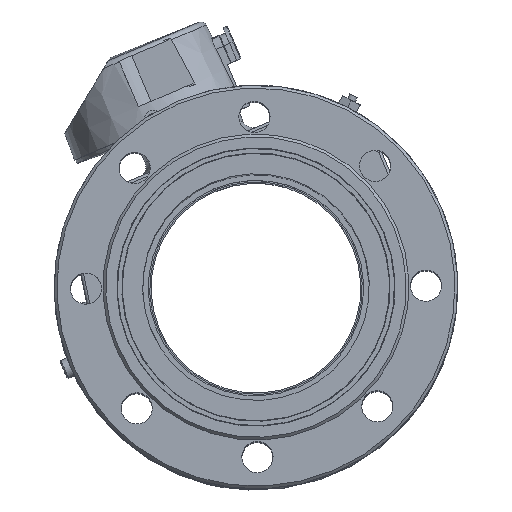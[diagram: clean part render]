
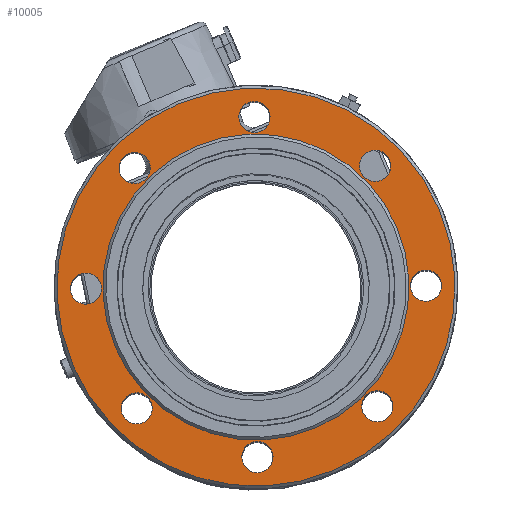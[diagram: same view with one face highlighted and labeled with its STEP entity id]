
A CAD part, top view. The second image highlights one B-rep face of the part: STEP entity #10005.
In plain terms, the highlighted face is planar.
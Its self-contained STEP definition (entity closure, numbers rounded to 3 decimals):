
#10005=ADVANCED_FACE('',(#12958,#12960,#12962,#12964,#12966,#12968,#12970,#12972,
#12974,#12976),#12978,.F.);
#12958=FACE_BOUND('',#12959,.T.);
#12959=EDGE_LOOP('',(#15402,#15403));
#12960=FACE_BOUND('',#12961,.T.);
#12961=EDGE_LOOP('',(#15404,#15405));
#12962=FACE_BOUND('',#12963,.T.);
#12963=EDGE_LOOP('',(#15406,#15407));
#12964=FACE_BOUND('',#12965,.T.);
#12965=EDGE_LOOP('',(#15408,#15409));
#12966=FACE_BOUND('',#12967,.T.);
#12967=EDGE_LOOP('',(#15410,#15411));
#12968=FACE_BOUND('',#12969,.T.);
#12969=EDGE_LOOP('',(#15412,#15413));
#12970=FACE_BOUND('',#12971,.T.);
#12971=EDGE_LOOP('',(#15414,#15415));
#12972=FACE_BOUND('',#12973,.T.);
#12973=EDGE_LOOP('',(#15416,#15417));
#12974=FACE_BOUND('',#12975,.T.);
#12975=EDGE_LOOP('',(#15418,#15419));
#12976=FACE_OUTER_BOUND('',#12977,.T.);
#12977=EDGE_LOOP('',(#15420,#15421));
#12978=PLANE('',#12979);
#12979=AXIS2_PLACEMENT_3D('',#12980,#12981,#12982);
#12980=CARTESIAN_POINT('',(11.,0.,0.));
#12981=DIRECTION('',(1.,0.,0.));
#12982=DIRECTION('',(0.,0.,-1.));
#15402=ORIENTED_EDGE('',*,*,#16666,.F.);
#15403=ORIENTED_EDGE('',*,*,#16667,.F.);
#15404=ORIENTED_EDGE('',*,*,#16668,.F.);
#15405=ORIENTED_EDGE('',*,*,#16669,.F.);
#15406=ORIENTED_EDGE('',*,*,#16670,.F.);
#15407=ORIENTED_EDGE('',*,*,#16671,.F.);
#15408=ORIENTED_EDGE('',*,*,#16672,.F.);
#15409=ORIENTED_EDGE('',*,*,#16673,.F.);
#15410=ORIENTED_EDGE('',*,*,#16674,.F.);
#15411=ORIENTED_EDGE('',*,*,#16675,.F.);
#15412=ORIENTED_EDGE('',*,*,#16676,.F.);
#15413=ORIENTED_EDGE('',*,*,#16677,.F.);
#15414=ORIENTED_EDGE('',*,*,#16678,.F.);
#15415=ORIENTED_EDGE('',*,*,#16679,.F.);
#15416=ORIENTED_EDGE('',*,*,#16680,.F.);
#15417=ORIENTED_EDGE('',*,*,#16681,.F.);
#15418=ORIENTED_EDGE('',*,*,#16597,.F.);
#15419=ORIENTED_EDGE('',*,*,#16598,.F.);
#15420=ORIENTED_EDGE('',*,*,#16682,.F.);
#15421=ORIENTED_EDGE('',*,*,#16683,.F.);
#16597=EDGE_CURVE('',#18082,#18084,#18085,.T.);
#16598=EDGE_CURVE('',#18084,#18082,#18086,.T.);
#16666=EDGE_CURVE('',#18199,#18200,#18201,.T.);
#16667=EDGE_CURVE('',#18200,#18199,#18202,.T.);
#16668=EDGE_CURVE('',#18203,#18204,#18205,.T.);
#16669=EDGE_CURVE('',#18204,#18203,#18206,.T.);
#16670=EDGE_CURVE('',#18207,#18208,#18209,.T.);
#16671=EDGE_CURVE('',#18208,#18207,#18210,.T.);
#16672=EDGE_CURVE('',#18211,#18212,#18213,.T.);
#16673=EDGE_CURVE('',#18212,#18211,#18214,.T.);
#16674=EDGE_CURVE('',#18215,#18216,#18217,.T.);
#16675=EDGE_CURVE('',#18216,#18215,#18218,.T.);
#16676=EDGE_CURVE('',#18219,#18220,#18221,.T.);
#16677=EDGE_CURVE('',#18220,#18219,#18222,.T.);
#16678=EDGE_CURVE('',#18223,#18224,#18225,.T.);
#16679=EDGE_CURVE('',#18224,#18223,#18226,.T.);
#16680=EDGE_CURVE('',#18227,#18228,#18229,.T.);
#16681=EDGE_CURVE('',#18228,#18227,#18230,.T.);
#16682=EDGE_CURVE('',#18231,#18232,#18233,.T.);
#16683=EDGE_CURVE('',#18232,#18231,#18234,.T.);
#18082=VERTEX_POINT('',#26299);
#18084=VERTEX_POINT('',#26303);
#18085=CIRCLE('',#26304,108.);
#18086=CIRCLE('',#26308,108.);
#18199=VERTEX_POINT('',#30201);
#18200=VERTEX_POINT('',#30202);
#18201=CIRCLE('',#30203,11.);
#18202=CIRCLE('',#30207,11.);
#18203=VERTEX_POINT('',#30211);
#18204=VERTEX_POINT('',#30212);
#18205=CIRCLE('',#30213,11.);
#18206=CIRCLE('',#30217,11.);
#18207=VERTEX_POINT('',#30221);
#18208=VERTEX_POINT('',#30222);
#18209=CIRCLE('',#30223,11.);
#18210=CIRCLE('',#30227,11.);
#18211=VERTEX_POINT('',#30231);
#18212=VERTEX_POINT('',#30232);
#18213=CIRCLE('',#30233,11.);
#18214=CIRCLE('',#30237,11.);
#18215=VERTEX_POINT('',#30241);
#18216=VERTEX_POINT('',#30242);
#18217=CIRCLE('',#30243,11.);
#18218=CIRCLE('',#30247,11.);
#18219=VERTEX_POINT('',#30251);
#18220=VERTEX_POINT('',#30252);
#18221=CIRCLE('',#30253,11.);
#18222=CIRCLE('',#30257,11.);
#18223=VERTEX_POINT('',#30261);
#18224=VERTEX_POINT('',#30262);
#18225=CIRCLE('',#30263,11.);
#18226=CIRCLE('',#30267,11.);
#18227=VERTEX_POINT('',#30271);
#18228=VERTEX_POINT('',#30272);
#18229=CIRCLE('',#30273,11.);
#18230=CIRCLE('',#30277,11.);
#18231=VERTEX_POINT('',#30281);
#18232=VERTEX_POINT('',#30282);
#18233=CIRCLE('',#30283,140.5);
#18234=CIRCLE('',#30287,140.5);
#26299=CARTESIAN_POINT('',(11.,0.,108.));
#26303=CARTESIAN_POINT('',(11.,0.,-108.));
#26304=AXIS2_PLACEMENT_3D('',#26305,#26306,#26307);
#26305=CARTESIAN_POINT('',(11.,0.,0.));
#26306=DIRECTION('',(-1.,0.,0.));
#26307=DIRECTION('',(0.,0.,1.));
#26308=AXIS2_PLACEMENT_3D('',#26309,#26310,#26311);
#26309=CARTESIAN_POINT('',(11.,0.,0.));
#26310=DIRECTION('',(-1.,0.,0.));
#26311=DIRECTION('',(0.,0.,-1.));
#30201=CARTESIAN_POINT('',(11.,-110.866,34.922));
#30202=CARTESIAN_POINT('',(11.,-110.866,56.922));
#30203=AXIS2_PLACEMENT_3D('',#30204,#30205,#30206);
#30204=CARTESIAN_POINT('',(11.,-110.866,45.922));
#30205=DIRECTION('',(-1.,0.,0.));
#30206=DIRECTION('',(0.,0.,-1.));
#30207=AXIS2_PLACEMENT_3D('',#30208,#30209,#30210);
#30208=CARTESIAN_POINT('',(11.,-110.866,45.922));
#30209=DIRECTION('',(-1.,0.,0.));
#30210=DIRECTION('',(0.,0.,1.));
#30211=CARTESIAN_POINT('',(11.,-110.866,-56.922));
#30212=CARTESIAN_POINT('',(11.,-110.866,-34.922));
#30213=AXIS2_PLACEMENT_3D('',#30214,#30215,#30216);
#30214=CARTESIAN_POINT('',(11.,-110.866,-45.922));
#30215=DIRECTION('',(-1.,0.,0.));
#30216=DIRECTION('',(0.,0.,-1.));
#30217=AXIS2_PLACEMENT_3D('',#30218,#30219,#30220);
#30218=CARTESIAN_POINT('',(11.,-110.866,-45.922));
#30219=DIRECTION('',(-1.,0.,0.));
#30220=DIRECTION('',(0.,0.,1.));
#30221=CARTESIAN_POINT('',(11.,-45.922,-121.866));
#30222=CARTESIAN_POINT('',(11.,-45.922,-99.866));
#30223=AXIS2_PLACEMENT_3D('',#30224,#30225,#30226);
#30224=CARTESIAN_POINT('',(11.,-45.922,-110.866));
#30225=DIRECTION('',(-1.,0.,0.));
#30226=DIRECTION('',(0.,0.,-1.));
#30227=AXIS2_PLACEMENT_3D('',#30228,#30229,#30230);
#30228=CARTESIAN_POINT('',(11.,-45.922,-110.866));
#30229=DIRECTION('',(-1.,0.,0.));
#30230=DIRECTION('',(0.,0.,1.));
#30231=CARTESIAN_POINT('',(11.,45.922,-121.866));
#30232=CARTESIAN_POINT('',(11.,45.922,-99.866));
#30233=AXIS2_PLACEMENT_3D('',#30234,#30235,#30236);
#30234=CARTESIAN_POINT('',(11.,45.922,-110.866));
#30235=DIRECTION('',(-1.,0.,0.));
#30236=DIRECTION('',(0.,0.,-1.));
#30237=AXIS2_PLACEMENT_3D('',#30238,#30239,#30240);
#30238=CARTESIAN_POINT('',(11.,45.922,-110.866));
#30239=DIRECTION('',(-1.,0.,0.));
#30240=DIRECTION('',(0.,0.,1.));
#30241=CARTESIAN_POINT('',(11.,110.866,-56.922));
#30242=CARTESIAN_POINT('',(11.,110.866,-34.922));
#30243=AXIS2_PLACEMENT_3D('',#30244,#30245,#30246);
#30244=CARTESIAN_POINT('',(11.,110.866,-45.922));
#30245=DIRECTION('',(-1.,0.,0.));
#30246=DIRECTION('',(0.,0.,-1.));
#30247=AXIS2_PLACEMENT_3D('',#30248,#30249,#30250);
#30248=CARTESIAN_POINT('',(11.,110.866,-45.922));
#30249=DIRECTION('',(-1.,0.,0.));
#30250=DIRECTION('',(0.,0.,1.));
#30251=CARTESIAN_POINT('',(11.,110.866,34.922));
#30252=CARTESIAN_POINT('',(11.,110.866,56.922));
#30253=AXIS2_PLACEMENT_3D('',#30254,#30255,#30256);
#30254=CARTESIAN_POINT('',(11.,110.866,45.922));
#30255=DIRECTION('',(-1.,0.,0.));
#30256=DIRECTION('',(0.,0.,-1.));
#30257=AXIS2_PLACEMENT_3D('',#30258,#30259,#30260);
#30258=CARTESIAN_POINT('',(11.,110.866,45.922));
#30259=DIRECTION('',(-1.,0.,0.));
#30260=DIRECTION('',(0.,0.,1.));
#30261=CARTESIAN_POINT('',(11.,45.922,99.866));
#30262=CARTESIAN_POINT('',(11.,45.922,121.866));
#30263=AXIS2_PLACEMENT_3D('',#30264,#30265,#30266);
#30264=CARTESIAN_POINT('',(11.,45.922,110.866));
#30265=DIRECTION('',(-1.,0.,0.));
#30266=DIRECTION('',(0.,0.,-1.));
#30267=AXIS2_PLACEMENT_3D('',#30268,#30269,#30270);
#30268=CARTESIAN_POINT('',(11.,45.922,110.866));
#30269=DIRECTION('',(-1.,0.,0.));
#30270=DIRECTION('',(0.,0.,1.));
#30271=CARTESIAN_POINT('',(11.,-45.922,99.866));
#30272=CARTESIAN_POINT('',(11.,-45.922,121.866));
#30273=AXIS2_PLACEMENT_3D('',#30274,#30275,#30276);
#30274=CARTESIAN_POINT('',(11.,-45.922,110.866));
#30275=DIRECTION('',(-1.,0.,0.));
#30276=DIRECTION('',(0.,0.,-1.));
#30277=AXIS2_PLACEMENT_3D('',#30278,#30279,#30280);
#30278=CARTESIAN_POINT('',(11.,-45.922,110.866));
#30279=DIRECTION('',(-1.,0.,0.));
#30280=DIRECTION('',(0.,0.,1.));
#30281=CARTESIAN_POINT('',(11.,0.,140.5));
#30282=CARTESIAN_POINT('',(11.,0.,-140.5));
#30283=AXIS2_PLACEMENT_3D('',#30284,#30285,#30286);
#30284=CARTESIAN_POINT('',(11.,0.,0.));
#30285=DIRECTION('',(1.,-0.,0.));
#30286=DIRECTION('',(0.,0.,1.));
#30287=AXIS2_PLACEMENT_3D('',#30288,#30289,#30290);
#30288=CARTESIAN_POINT('',(11.,0.,0.));
#30289=DIRECTION('',(1.,-0.,0.));
#30290=DIRECTION('',(0.,0.,-1.));
